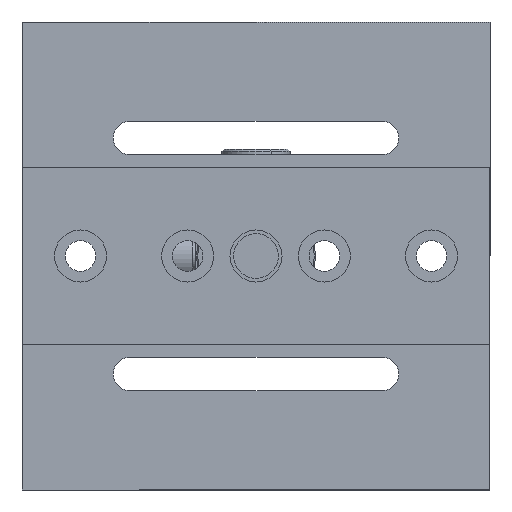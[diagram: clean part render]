
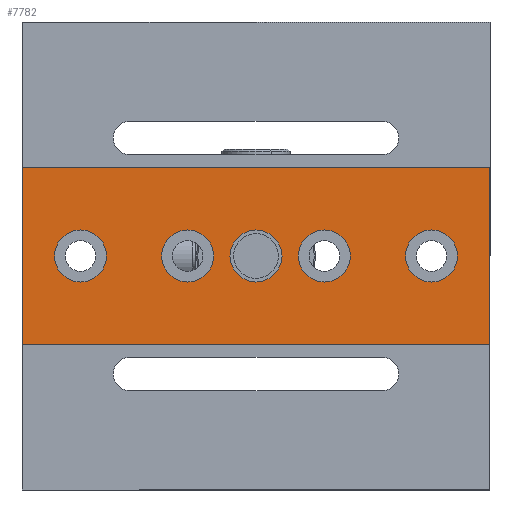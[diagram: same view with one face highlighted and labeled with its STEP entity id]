
A CAD part, front view. The second image highlights one B-rep face of the part: STEP entity #7782.
In plain terms, the highlighted planar face has unit normal (0, -1, 0).
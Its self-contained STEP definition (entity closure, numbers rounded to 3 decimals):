
#348 = AXIS2_PLACEMENT_3D ( 'NONE', #3863, #2660, #10724 ) ;
#362 = VECTOR ( 'NONE', #6655, 1000. ) ;
#496 = CARTESIAN_POINT ( 'NONE',  ( -11.18, 0.8, -40.661 ) ) ;
#543 = EDGE_CURVE ( 'NONE', #4309, #14715, #10685, .T. ) ;
#648 = CARTESIAN_POINT ( 'NONE',  ( -11.18, 0.8, -11.461 ) ) ;
#720 = AXIS2_PLACEMENT_3D ( 'NONE', #4248, #14579, #12271 ) ;
#767 = ORIENTED_EDGE ( 'NONE', *, *, #2349, .F. ) ;
#807 = CARTESIAN_POINT ( 'NONE',  ( 7.82, 0.8, 29.496 ) ) ;
#993 = VERTEX_POINT ( 'NONE', #3153 ) ;
#1117 = DIRECTION ( 'NONE',  ( 0., 0., 1. ) ) ;
#1217 = DIRECTION ( 'NONE',  ( 0., 0., -1. ) ) ;
#1494 = DIRECTION ( 'NONE',  ( 0., 0., -1. ) ) ;
#1563 = CARTESIAN_POINT ( 'NONE',  ( 7.82, 0.8, -70.504 ) ) ;
#1670 = ORIENTED_EDGE ( 'NONE', *, *, #7274, .F. ) ;
#1728 = ORIENTED_EDGE ( 'NONE', *, *, #12112, .F. ) ;
#1816 = VERTEX_POINT ( 'NONE', #14784 ) ;
#1821 = DIRECTION ( 'NONE',  ( 0., -1., 0. ) ) ;
#2322 = CARTESIAN_POINT ( 'NONE',  ( -11.18, 0.8, 16.996 ) ) ;
#2331 = VERTEX_POINT ( 'NONE', #807 ) ;
#2349 = EDGE_CURVE ( 'NONE', #12018, #10386, #7605, .T. ) ;
#2459 = AXIS2_PLACEMENT_3D ( 'NONE', #11617, #13088, #12788 ) ;
#2483 = DIRECTION ( 'NONE',  ( 0., -1., 0. ) ) ;
#2534 = CIRCLE ( 'NONE', #6828, 5.556 ) ;
#2660 = DIRECTION ( 'NONE',  ( 0., -1., 0. ) ) ;
#2731 = CIRCLE ( 'NONE', #14442, 5.556 ) ;
#2756 = VECTOR ( 'NONE', #5204, 1000. ) ;
#2797 = CARTESIAN_POINT ( 'NONE',  ( -30.18, 0.8, 29.496 ) ) ;
#2975 = FACE_BOUND ( 'NONE', #3245, .T. ) ;
#3037 = VECTOR ( 'NONE', #1117, 1000. ) ;
#3125 = DIRECTION ( 'NONE',  ( -1., 0., 0. ) ) ;
#3153 = CARTESIAN_POINT ( 'NONE',  ( -30.18, 0.8, -70.504 ) ) ;
#3159 = CARTESIAN_POINT ( 'NONE',  ( -11.18, 0.8, -63.561 ) ) ;
#3204 = AXIS2_PLACEMENT_3D ( 'NONE', #8689, #1821, #9869 ) ;
#3245 = EDGE_LOOP ( 'NONE', ( #8365, #7898 ) ) ;
#3251 = CIRCLE ( 'NONE', #13572, 5.556 ) ;
#3335 = CARTESIAN_POINT ( 'NONE',  ( -11.18, 0.8, -20.504 ) ) ;
#3359 = EDGE_LOOP ( 'NONE', ( #11455, #6560 ) ) ;
#3577 = DIRECTION ( 'NONE',  ( 0., 0., -1. ) ) ;
#3595 = CARTESIAN_POINT ( 'NONE',  ( -11.18, 0.8, -26.061 ) ) ;
#3863 = CARTESIAN_POINT ( 'NONE',  ( -11.18, 0.8, -5.904 ) ) ;
#3883 = FACE_BOUND ( 'NONE', #3359, .T. ) ;
#3959 = CARTESIAN_POINT ( 'NONE',  ( -11.18, 0.8, 22.552 ) ) ;
#4248 = CARTESIAN_POINT ( 'NONE',  ( -11.18, 0.8, -35.104 ) ) ;
#4309 = VERTEX_POINT ( 'NONE', #496 ) ;
#4474 = CIRCLE ( 'NONE', #5869, 5.556 ) ;
#4525 = CARTESIAN_POINT ( 'NONE',  ( -11.18, 0.8, -0.348 ) ) ;
#4621 = EDGE_CURVE ( 'NONE', #1816, #5067, #12573, .T. ) ;
#4959 = EDGE_CURVE ( 'NONE', #12872, #11450, #4474, .T. ) ;
#4960 = CARTESIAN_POINT ( 'NONE',  ( -11.18, 0.8, -52.448 ) ) ;
#4963 = CARTESIAN_POINT ( 'NONE',  ( -11.18, 0.8, -35.104 ) ) ;
#5044 = ORIENTED_EDGE ( 'NONE', *, *, #13511, .T. ) ;
#5045 = EDGE_CURVE ( 'NONE', #14715, #4309, #2731, .T. ) ;
#5067 = VERTEX_POINT ( 'NONE', #3959 ) ;
#5106 = AXIS2_PLACEMENT_3D ( 'NONE', #2322, #10303, #12577 ) ;
#5167 = VERTEX_POINT ( 'NONE', #2797 ) ;
#5204 = DIRECTION ( 'NONE',  ( -1., 0., 0. ) ) ;
#5238 = CARTESIAN_POINT ( 'NONE',  ( -11.18, 0.8, -29.548 ) ) ;
#5577 = EDGE_CURVE ( 'NONE', #11450, #12872, #2534, .T. ) ;
#5621 = CIRCLE ( 'NONE', #11027, 5.556 ) ;
#5844 = CARTESIAN_POINT ( 'NONE',  ( -30.18, 0.8, -70.504 ) ) ;
#5869 = AXIS2_PLACEMENT_3D ( 'NONE', #5984, #5943, #11573 ) ;
#5943 = DIRECTION ( 'NONE',  ( 0., -1., 0. ) ) ;
#5984 = CARTESIAN_POINT ( 'NONE',  ( -11.18, 0.8, -20.504 ) ) ;
#6010 = FACE_BOUND ( 'NONE', #7766, .T. ) ;
#6560 = ORIENTED_EDGE ( 'NONE', *, *, #5045, .F. ) ;
#6655 = DIRECTION ( 'NONE',  ( 0., 0., 1. ) ) ;
#6828 = AXIS2_PLACEMENT_3D ( 'NONE', #3335, #11351, #7912 ) ;
#6901 = FACE_BOUND ( 'NONE', #7033, .T. ) ;
#7012 = CARTESIAN_POINT ( 'NONE',  ( -11.18, 0.8, -58.004 ) ) ;
#7033 = EDGE_LOOP ( 'NONE', ( #1728, #1670 ) ) ;
#7225 = CIRCLE ( 'NONE', #3204, 5.556 ) ;
#7274 = EDGE_CURVE ( 'NONE', #9905, #7418, #8161, .T. ) ;
#7418 = VERTEX_POINT ( 'NONE', #648 ) ;
#7605 = CIRCLE ( 'NONE', #11915, 5.556 ) ;
#7704 = ORIENTED_EDGE ( 'NONE', *, *, #14835, .T. ) ;
#7766 = EDGE_LOOP ( 'NONE', ( #9611, #767 ) ) ;
#7782 = ADVANCED_FACE ( 'NONE', ( #9420, #6901, #3883, #6010, #2975, #14842 ), #8417, .F. ) ;
#7898 = ORIENTED_EDGE ( 'NONE', *, *, #10041, .F. ) ;
#7912 = DIRECTION ( 'NONE',  ( 0., 0., -1. ) ) ;
#8152 = CARTESIAN_POINT ( 'NONE',  ( -11.18, 0.8, 16.996 ) ) ;
#8161 = CIRCLE ( 'NONE', #348, 5.556 ) ;
#8286 = LINE ( 'NONE', #5844, #8467 ) ;
#8324 = DIRECTION ( 'NONE',  ( 0., -1., 0. ) ) ;
#8363 = EDGE_CURVE ( 'NONE', #10386, #12018, #5621, .T. ) ;
#8365 = ORIENTED_EDGE ( 'NONE', *, *, #4621, .F. ) ;
#8417 = PLANE ( 'NONE',  #2459 ) ;
#8467 = VECTOR ( 'NONE', #3125, 1000. ) ;
#8689 = CARTESIAN_POINT ( 'NONE',  ( -11.18, 0.8, -5.904 ) ) ;
#8761 = DIRECTION ( 'NONE',  ( 0., 0., -1. ) ) ;
#9067 = CARTESIAN_POINT ( 'NONE',  ( 7.82, 0.8, -70.504 ) ) ;
#9420 = FACE_BOUND ( 'NONE', #14055, .T. ) ;
#9611 = ORIENTED_EDGE ( 'NONE', *, *, #8363, .F. ) ;
#9869 = DIRECTION ( 'NONE',  ( 0., 0., -1. ) ) ;
#9878 = LINE ( 'NONE', #12453, #362 ) ;
#9905 = VERTEX_POINT ( 'NONE', #4525 ) ;
#10041 = EDGE_CURVE ( 'NONE', #5067, #1816, #3251, .T. ) ;
#10102 = LINE ( 'NONE', #12068, #2756 ) ;
#10303 = DIRECTION ( 'NONE',  ( 0., -1., 0. ) ) ;
#10315 = ORIENTED_EDGE ( 'NONE', *, *, #4959, .F. ) ;
#10336 = EDGE_CURVE ( 'NONE', #993, #5167, #9878, .T. ) ;
#10386 = VERTEX_POINT ( 'NONE', #3159 ) ;
#10447 = DIRECTION ( 'NONE',  ( 0., -1., 0. ) ) ;
#10685 = CIRCLE ( 'NONE', #720, 5.556 ) ;
#10724 = DIRECTION ( 'NONE',  ( 0., 0., -1. ) ) ;
#10888 = DIRECTION ( 'NONE',  ( 0., -1., 0. ) ) ;
#10901 = ORIENTED_EDGE ( 'NONE', *, *, #13439, .F. ) ;
#11027 = AXIS2_PLACEMENT_3D ( 'NONE', #7012, #2483, #1217 ) ;
#11351 = DIRECTION ( 'NONE',  ( 0., -1., 0. ) ) ;
#11450 = VERTEX_POINT ( 'NONE', #3595 ) ;
#11455 = ORIENTED_EDGE ( 'NONE', *, *, #543, .F. ) ;
#11573 = DIRECTION ( 'NONE',  ( 0., 0., -1. ) ) ;
#11617 = CARTESIAN_POINT ( 'NONE',  ( -30.18, 0.8, -70.504 ) ) ;
#11915 = AXIS2_PLACEMENT_3D ( 'NONE', #11945, #10888, #8761 ) ;
#11945 = CARTESIAN_POINT ( 'NONE',  ( -11.18, 0.8, -58.004 ) ) ;
#12018 = VERTEX_POINT ( 'NONE', #4960 ) ;
#12068 = CARTESIAN_POINT ( 'NONE',  ( -30.18, 0.8, 29.496 ) ) ;
#12112 = EDGE_CURVE ( 'NONE', #7418, #9905, #7225, .T. ) ;
#12271 = DIRECTION ( 'NONE',  ( 0., 0., -1. ) ) ;
#12453 = CARTESIAN_POINT ( 'NONE',  ( -30.18, 0.8, -70.504 ) ) ;
#12520 = CARTESIAN_POINT ( 'NONE',  ( -11.18, 0.8, -14.948 ) ) ;
#12573 = CIRCLE ( 'NONE', #5106, 5.556 ) ;
#12577 = DIRECTION ( 'NONE',  ( 0., 0., -1. ) ) ;
#12788 = DIRECTION ( 'NONE',  ( 0., 0., 1. ) ) ;
#12858 = EDGE_LOOP ( 'NONE', ( #5044, #13559, #10901, #7704 ) ) ;
#12872 = VERTEX_POINT ( 'NONE', #12520 ) ;
#13088 = DIRECTION ( 'NONE',  ( 0., 1., 0. ) ) ;
#13124 = LINE ( 'NONE', #9067, #3037 ) ;
#13149 = VERTEX_POINT ( 'NONE', #1563 ) ;
#13439 = EDGE_CURVE ( 'NONE', #13149, #993, #8286, .T. ) ;
#13511 = EDGE_CURVE ( 'NONE', #2331, #5167, #10102, .T. ) ;
#13559 = ORIENTED_EDGE ( 'NONE', *, *, #10336, .F. ) ;
#13572 = AXIS2_PLACEMENT_3D ( 'NONE', #8152, #10447, #3577 ) ;
#14055 = EDGE_LOOP ( 'NONE', ( #14449, #10315 ) ) ;
#14442 = AXIS2_PLACEMENT_3D ( 'NONE', #4963, #8324, #1494 ) ;
#14449 = ORIENTED_EDGE ( 'NONE', *, *, #5577, .F. ) ;
#14579 = DIRECTION ( 'NONE',  ( 0., -1., 0. ) ) ;
#14715 = VERTEX_POINT ( 'NONE', #5238 ) ;
#14784 = CARTESIAN_POINT ( 'NONE',  ( -11.18, 0.8, 11.439 ) ) ;
#14835 = EDGE_CURVE ( 'NONE', #13149, #2331, #13124, .T. ) ;
#14842 = FACE_OUTER_BOUND ( 'NONE', #12858, .T. ) ;
